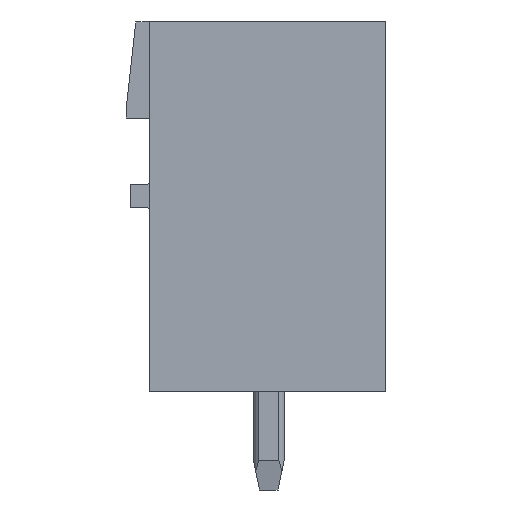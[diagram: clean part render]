
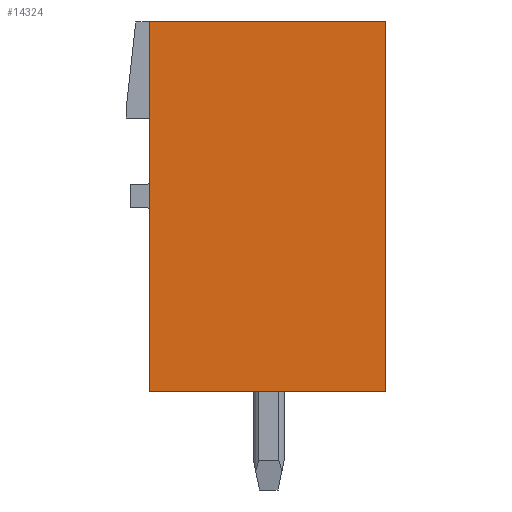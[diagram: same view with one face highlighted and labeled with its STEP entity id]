
A CAD part, left-side view. The second image highlights one B-rep face of the part: STEP entity #14324.
In plain terms, the highlighted planar face has unit normal (-1, 0, 0).
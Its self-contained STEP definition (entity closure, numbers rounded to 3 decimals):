
#14316=AXIS2_PLACEMENT_3D('Plane Axis2P3D',#14313,#14314,#14315) ;
#49=CARTESIAN_POINT('Vertex',(0.,0.,15.2)) ;
#52=CARTESIAN_POINT('Line Origine',(0.,0.,9.2)) ;
#56=CARTESIAN_POINT('Vertex',(0.,0.,3.2)) ;
#115=CARTESIAN_POINT('Vertex',(0.,7.68,15.2)) ;
#118=CARTESIAN_POINT('Line Origine',(0.,3.84,15.2)) ;
#3107=CARTESIAN_POINT('Vertex',(0.,7.68,3.2)) ;
#3110=CARTESIAN_POINT('Line Origine',(0.,7.68,9.2)) ;
#3428=CARTESIAN_POINT('Line Origine',(0.,3.84,3.2)) ;
#14313=CARTESIAN_POINT('Axis2P3D Location',(0.,0.,0.)) ;
#53=DIRECTION('Vector Direction',(0.,0.,-1.)) ;
#119=DIRECTION('Vector Direction',(0.,-1.,0.)) ;
#3111=DIRECTION('Vector Direction',(0.,0.,-1.)) ;
#3429=DIRECTION('Vector Direction',(0.,1.,0.)) ;
#14314=DIRECTION('Axis2P3D Direction',(-1.,0.,0.)) ;
#14315=DIRECTION('Axis2P3D XDirection',(0.,0.,1.)) ;
#54=VECTOR('Line Direction',#53,1.) ;
#120=VECTOR('Line Direction',#119,1.) ;
#3112=VECTOR('Line Direction',#3111,1.) ;
#3430=VECTOR('Line Direction',#3429,1.) ;
#14319=ORIENTED_EDGE('',*,*,#122,.T.) ;
#14320=ORIENTED_EDGE('',*,*,#3114,.T.) ;
#14321=ORIENTED_EDGE('',*,*,#3432,.T.) ;
#14322=ORIENTED_EDGE('',*,*,#58,.T.) ;
#14324=ADVANCED_FACE('HOUSING',(#14323),#14317,.T.) ;
#58=EDGE_CURVE('',#57,#50,#55,.F.) ;
#122=EDGE_CURVE('',#50,#116,#121,.F.) ;
#3114=EDGE_CURVE('',#116,#3108,#3113,.T.) ;
#3432=EDGE_CURVE('',#3108,#57,#3431,.F.) ;
#14318=EDGE_LOOP('',(#14319,#14320,#14321,#14322)) ;
#14323=FACE_OUTER_BOUND('',#14318,.T.) ;
#55=LINE('Line',#52,#54) ;
#121=LINE('Line',#118,#120) ;
#3113=LINE('Line',#3110,#3112) ;
#3431=LINE('Line',#3428,#3430) ;
#14317=PLANE('',#14316) ;
#50=VERTEX_POINT('',#49) ;
#57=VERTEX_POINT('',#56) ;
#116=VERTEX_POINT('',#115) ;
#3108=VERTEX_POINT('',#3107) ;
